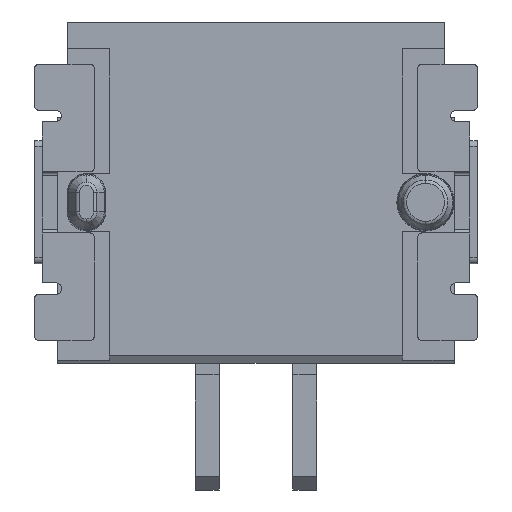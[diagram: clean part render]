
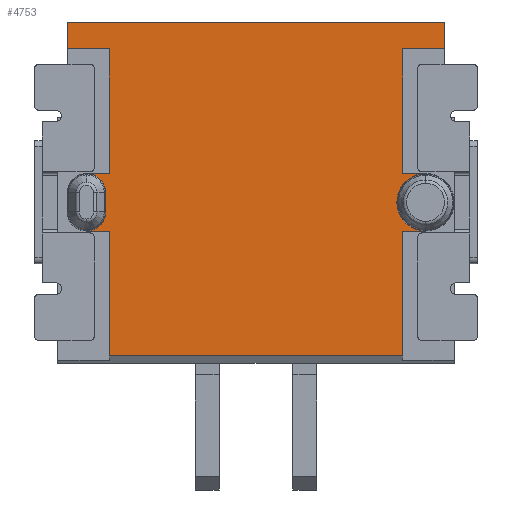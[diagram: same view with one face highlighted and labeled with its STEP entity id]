
A CAD part, front view. The second image highlights one B-rep face of the part: STEP entity #4753.
In plain terms, the highlighted planar face has unit normal (0, -1, 0).
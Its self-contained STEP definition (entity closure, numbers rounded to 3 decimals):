
#236=DIRECTION('',(1.,0.,0.));
#237=VECTOR('',#236,0.6);
#238=CARTESIAN_POINT('',(3.82,-2.5,-3.95));
#239=LINE('',#238,#237);
#240=DIRECTION('',(1.,0.,0.));
#241=VECTOR('',#240,7.64);
#242=CARTESIAN_POINT('',(-3.82,-2.5,-8.7));
#243=LINE('',#242,#241);
#244=CARTESIAN_POINT('',(-4.42,-2.5,-4.95));
#245=DIRECTION('',(0.,1.,0.));
#246=DIRECTION('',(1.,0.,0.));
#247=AXIS2_PLACEMENT_3D('',#244,#245,#246);
#249=CARTESIAN_POINT('',(-4.42,-2.5,-4.45));
#250=DIRECTION('',(0.,1.,0.));
#251=DIRECTION('',(0.,0.,1.));
#252=AXIS2_PLACEMENT_3D('',#249,#250,#251);
#254=DIRECTION('',(-1.,0.,0.));
#255=VECTOR('',#254,9.84);
#256=CARTESIAN_POINT('',(4.92,-2.5,0.));
#257=LINE('',#256,#255);
#258=DIRECTION('',(0.,0.,1.));
#259=VECTOR('',#258,0.7);
#260=CARTESIAN_POINT('',(4.92,-2.5,-0.7));
#261=LINE('',#260,#259);
#262=DIRECTION('',(1.,0.,0.));
#263=VECTOR('',#262,1.1);
#264=CARTESIAN_POINT('',(3.82,-2.5,-0.7));
#265=LINE('',#264,#263);
#266=DIRECTION('',(0.,0.,1.));
#267=VECTOR('',#266,3.25);
#268=CARTESIAN_POINT('',(3.82,-2.5,-3.95));
#269=LINE('',#268,#267);
#270=CARTESIAN_POINT('',(4.42,-2.5,-4.7));
#271=DIRECTION('',(0.,1.,0.));
#272=DIRECTION('',(0.,0.,-1.));
#273=AXIS2_PLACEMENT_3D('',#270,#271,#272);
#275=DIRECTION('',(0.,0.,1.));
#276=VECTOR('',#275,3.25);
#277=CARTESIAN_POINT('',(3.82,-2.5,-8.7));
#278=LINE('',#277,#276);
#312=DIRECTION('',(-1.,0.,0.));
#313=VECTOR('',#312,0.6);
#314=CARTESIAN_POINT('',(4.42,-2.5,-5.45));
#315=LINE('',#314,#313);
#813=DIRECTION('',(0.,0.,1.));
#814=VECTOR('',#813,0.7);
#815=CARTESIAN_POINT('',(-4.92,-2.5,-0.7));
#816=LINE('',#815,#814);
#2127=DIRECTION('',(-1.,0.,0.));
#2128=VECTOR('',#2127,1.1);
#2129=CARTESIAN_POINT('',(-3.82,-2.5,-0.7));
#2130=LINE('',#2129,#2128);
#2135=DIRECTION('',(0.,0.,1.));
#2136=VECTOR('',#2135,3.25);
#2137=CARTESIAN_POINT('',(-3.82,-2.5,-3.95));
#2138=LINE('',#2137,#2136);
#2143=DIRECTION('',(1.,0.,0.));
#2144=VECTOR('',#2143,0.6);
#2145=CARTESIAN_POINT('',(-4.42,-2.5,-3.95));
#2146=LINE('',#2145,#2144);
#2279=DIRECTION('',(0.,0.,1.));
#2280=VECTOR('',#2279,0.5);
#2281=CARTESIAN_POINT('',(-3.92,-2.5,-4.95));
#2282=LINE('',#2281,#2280);
#2304=DIRECTION('',(-1.,0.,0.));
#2305=VECTOR('',#2304,0.6);
#2306=CARTESIAN_POINT('',(-3.82,-2.5,-5.45));
#2307=LINE('',#2306,#2305);
#2312=DIRECTION('',(0.,0.,1.));
#2313=VECTOR('',#2312,3.25);
#2314=CARTESIAN_POINT('',(-3.82,-2.5,-8.7));
#2315=LINE('',#2314,#2313);
#3517=CARTESIAN_POINT('',(4.42,-2.5,-5.45));
#3519=VERTEX_POINT('',#3517);
#3573=CARTESIAN_POINT('',(4.42,-2.5,-3.95));
#3574=VERTEX_POINT('',#3573);
#3597=CARTESIAN_POINT('',(-4.42,-2.5,-3.95));
#3599=VERTEX_POINT('',#3597);
#3763=CARTESIAN_POINT('',(3.82,-2.5,-5.45));
#3764=VERTEX_POINT('',#3763);
#3765=CARTESIAN_POINT('',(3.82,-2.5,-3.95));
#3766=VERTEX_POINT('',#3765);
#3767=CARTESIAN_POINT('',(-3.82,-2.5,-8.7));
#3768=CARTESIAN_POINT('',(-3.82,-2.5,-5.45));
#3769=VERTEX_POINT('',#3767);
#3770=VERTEX_POINT('',#3768);
#3817=CARTESIAN_POINT('',(-3.82,-2.5,-3.95));
#3818=VERTEX_POINT('',#3817);
#3821=CARTESIAN_POINT('',(3.82,-2.5,-8.7));
#3822=VERTEX_POINT('',#3821);
#3825=CARTESIAN_POINT('',(4.92,-2.5,0.));
#3827=VERTEX_POINT('',#3825);
#3855=CARTESIAN_POINT('',(3.82,-2.5,-0.7));
#3856=VERTEX_POINT('',#3855);
#3857=CARTESIAN_POINT('',(4.92,-2.5,-0.7));
#3858=VERTEX_POINT('',#3857);
#3893=CARTESIAN_POINT('',(-4.42,-2.5,-5.45));
#3894=VERTEX_POINT('',#3893);
#3895=CARTESIAN_POINT('',(-3.92,-2.5,-4.45));
#3896=VERTEX_POINT('',#3895);
#3897=CARTESIAN_POINT('',(-3.92,-2.5,-4.95));
#3898=VERTEX_POINT('',#3897);
#3899=CARTESIAN_POINT('',(-4.92,-2.5,0.));
#3900=VERTEX_POINT('',#3899);
#3901=CARTESIAN_POINT('',(-4.92,-2.5,-0.7));
#3902=VERTEX_POINT('',#3901);
#3903=CARTESIAN_POINT('',(-3.82,-2.5,-0.7));
#3904=VERTEX_POINT('',#3903);
#4712=CARTESIAN_POINT('',(-5.17,-2.5,0.));
#4713=DIRECTION('',(0.,1.,0.));
#4714=DIRECTION('',(0.,0.,1.));
#4715=AXIS2_PLACEMENT_3D('',#4712,#4713,#4714);
#4716=PLANE('',#4715);
#4718=ORIENTED_EDGE('',*,*,#4717,.F.);
#4720=ORIENTED_EDGE('',*,*,#4719,.T.);
#4722=ORIENTED_EDGE('',*,*,#4721,.T.);
#4724=ORIENTED_EDGE('',*,*,#4723,.F.);
#4726=ORIENTED_EDGE('',*,*,#4725,.T.);
#4728=ORIENTED_EDGE('',*,*,#4727,.F.);
#4730=ORIENTED_EDGE('',*,*,#4729,.T.);
#4732=ORIENTED_EDGE('',*,*,#4731,.T.);
#4734=ORIENTED_EDGE('',*,*,#4733,.T.);
#4736=ORIENTED_EDGE('',*,*,#4735,.T.);
#4738=ORIENTED_EDGE('',*,*,#4737,.F.);
#4740=ORIENTED_EDGE('',*,*,#4739,.F.);
#4742=ORIENTED_EDGE('',*,*,#4741,.F.);
#4744=ORIENTED_EDGE('',*,*,#4743,.F.);
#4745=ORIENTED_EDGE('',*,*,#4703,.T.);
#4746=ORIENTED_EDGE('',*,*,#4670,.F.);
#4748=ORIENTED_EDGE('',*,*,#4747,.T.);
#4750=ORIENTED_EDGE('',*,*,#4749,.F.);
#4751=EDGE_LOOP('',(#4718,#4720,#4722,#4724,#4726,#4728,#4730,#4732,#4734,#4736,
#4738,#4740,#4742,#4744,#4745,#4746,#4748,#4750));
#4752=FACE_OUTER_BOUND('',#4751,.F.);
#248=CIRCLE('',#247,0.5);
#253=CIRCLE('',#252,0.5);
#274=CIRCLE('',#273,0.75);
#4670=EDGE_CURVE('',#3519,#3574,#274,.T.);
#4703=EDGE_CURVE('',#3766,#3574,#239,.T.);
#4717=EDGE_CURVE('',#3769,#3822,#243,.T.);
#4719=EDGE_CURVE('',#3769,#3770,#2315,.T.);
#4721=EDGE_CURVE('',#3770,#3894,#2307,.T.);
#4723=EDGE_CURVE('',#3898,#3894,#248,.T.);
#4725=EDGE_CURVE('',#3898,#3896,#2282,.T.);
#4727=EDGE_CURVE('',#3599,#3896,#253,.T.);
#4729=EDGE_CURVE('',#3599,#3818,#2146,.T.);
#4731=EDGE_CURVE('',#3818,#3904,#2138,.T.);
#4733=EDGE_CURVE('',#3904,#3902,#2130,.T.);
#4735=EDGE_CURVE('',#3902,#3900,#816,.T.);
#4737=EDGE_CURVE('',#3827,#3900,#257,.T.);
#4739=EDGE_CURVE('',#3858,#3827,#261,.T.);
#4741=EDGE_CURVE('',#3856,#3858,#265,.T.);
#4743=EDGE_CURVE('',#3766,#3856,#269,.T.);
#4747=EDGE_CURVE('',#3519,#3764,#315,.T.);
#4749=EDGE_CURVE('',#3822,#3764,#278,.T.);
#4753=ADVANCED_FACE('',(#4752),#4716,.F.);
